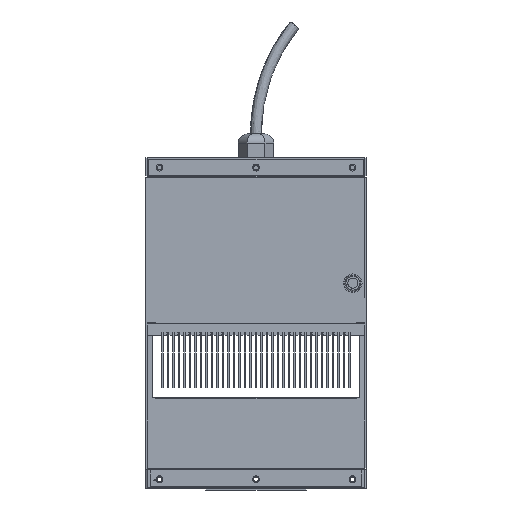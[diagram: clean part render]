
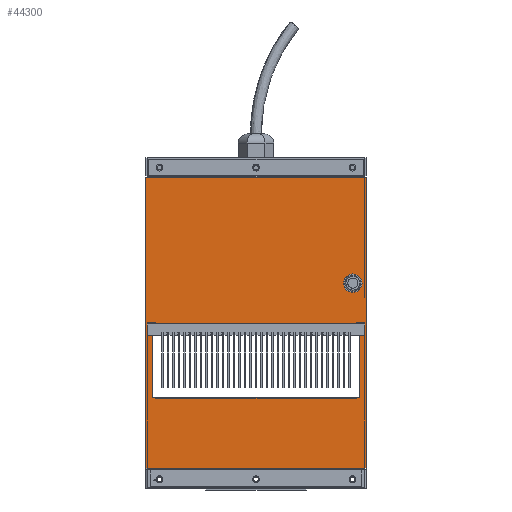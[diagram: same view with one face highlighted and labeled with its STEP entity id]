
A CAD part, front view. The second image highlights one B-rep face of the part: STEP entity #44300.
In plain terms, the highlighted planar face has unit normal (0, 1, 0).
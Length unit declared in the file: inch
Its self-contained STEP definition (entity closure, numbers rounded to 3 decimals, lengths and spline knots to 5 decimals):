
#809 = LINE ( 'NONE', #8479, #29487 ) ;
#1002 = CARTESIAN_POINT ( 'NONE',  ( 138.90388, -17.12826, 114.4222 ) ) ;
#1646 = FACE_BOUND ( 'NONE', #14666, .T. ) ;
#2793 = DIRECTION ( 'NONE',  ( 0., 0., -1. ) ) ;
#2802 = CARTESIAN_POINT ( 'NONE',  ( -4.86012, -17.12826, 71.4962 ) ) ;
#2897 = FACE_BOUND ( 'NONE', #32060, .T. ) ;
#4246 = ORIENTED_EDGE ( 'NONE', *, *, #20136, .F. ) ;
#4854 = VECTOR ( 'NONE', #38687, 39.37008 ) ;
#5495 = VECTOR ( 'NONE', #18314, 39.37008 ) ;
#5879 = VECTOR ( 'NONE', #24703, 39.37008 ) ;
#6335 = CARTESIAN_POINT ( 'NONE',  ( -4.86012, -17.12826, 244.0638 ) ) ;
#7125 = VECTOR ( 'NONE', #22095, 39.37008 ) ;
#7214 = DIRECTION ( 'NONE',  ( 0., 1., 0. ) ) ;
#7927 = DIRECTION ( 'NONE',  ( 0., 0., 1. ) ) ;
#8078 = CARTESIAN_POINT ( 'NONE',  ( -9.17812, -17.12826, 187.6758 ) ) ;
#8207 = VERTEX_POINT ( 'NONE', #18882 ) ;
#8236 = LINE ( 'NONE', #23774, #5879 ) ;
#8242 = EDGE_CURVE ( 'NONE', #8207, #31823, #35035, .T. ) ;
#8479 = CARTESIAN_POINT ( 'NONE',  ( -9.17812, -17.12826, 114.4222 ) ) ;
#8654 = DIRECTION ( 'NONE',  ( -1., 0., 0. ) ) ;
#8820 = ORIENTED_EDGE ( 'NONE', *, *, #9935, .F. ) ;
#9385 = VECTOR ( 'NONE', #32605, 39.37008 ) ;
#9831 = VERTEX_POINT ( 'NONE', #42698 ) ;
#9935 = EDGE_CURVE ( 'NONE', #27784, #14456, #15143, .T. ) ;
#10163 = VECTOR ( 'NONE', #36737, 39.37008 ) ;
#11200 = VECTOR ( 'NONE', #22826, 39.37008 ) ;
#11800 = DIRECTION ( 'NONE',  ( -1., 0., 0. ) ) ;
#11846 = CARTESIAN_POINT ( 'NONE',  ( 134.07788, -17.12826, 150.5918 ) ) ;
#11967 = EDGE_CURVE ( 'NONE', #31823, #40083, #48099, .T. ) ;
#12182 = EDGE_CURVE ( 'NONE', #14456, #27784, #20714, .T. ) ;
#12265 = EDGE_CURVE ( 'NONE', #42844, #14424, #16058, .T. ) ;
#12348 = EDGE_CURVE ( 'NONE', #25411, #37774, #20123, .T. ) ;
#12712 = DIRECTION ( 'NONE',  ( -1., 0., 0. ) ) ;
#13716 = ORIENTED_EDGE ( 'NONE', *, *, #12182, .F. ) ;
#13902 = VERTEX_POINT ( 'NONE', #2802 ) ;
#14151 = CARTESIAN_POINT ( 'NONE',  ( 140.17388, -17.12826, 22.3218 ) ) ;
#14413 = CARTESIAN_POINT ( 'NONE',  ( -9.17812, -17.12826, 122.2962 ) ) ;
#14424 = VERTEX_POINT ( 'NONE', #18625 ) ;
#14456 = VERTEX_POINT ( 'NONE', #21343 ) ;
#14666 = EDGE_LOOP ( 'NONE', ( #21013, #46790, #36402, #21794, #34582, #23479, #33145, #34234 ) ) ;
#15071 = CARTESIAN_POINT ( 'NONE',  ( 143.18596, -17.12826, 223.7438 ) ) ;
#15143 = CIRCLE ( 'NONE', #25213, 6.35 ) ;
#15162 = DIRECTION ( 'NONE',  ( 1., 0., 0. ) ) ;
#15191 = CARTESIAN_POINT ( 'NONE',  ( 143.22188, -17.12826, 22.3218 ) ) ;
#15709 = VERTEX_POINT ( 'NONE', #36255 ) ;
#16058 = LINE ( 'NONE', #37458, #4854 ) ;
#16896 = VECTOR ( 'NONE', #39585, 39.37008 ) ;
#17515 = CARTESIAN_POINT ( 'NONE',  ( -8.41612, -17.12826, 122.2962 ) ) ;
#17644 = EDGE_CURVE ( 'NONE', #15709, #8207, #35147, .T. ) ;
#17691 = CARTESIAN_POINT ( 'NONE',  ( -8.41612, -17.12826, 244.0638 ) ) ;
#17817 = CARTESIAN_POINT ( 'NONE',  ( -9.17812, -17.12826, 244.0638 ) ) ;
#18132 = CARTESIAN_POINT ( 'NONE',  ( 138.90388, -17.12826, 244.0638 ) ) ;
#18148 = VERTEX_POINT ( 'NONE', #42725 ) ;
#18314 = DIRECTION ( 'NONE',  ( 0., 0., 1. ) ) ;
#18625 = CARTESIAN_POINT ( 'NONE',  ( -9.17812, -17.12826, 223.7438 ) ) ;
#18882 = CARTESIAN_POINT ( 'NONE',  ( -8.41612, -17.12826, 114.4222 ) ) ;
#19561 = ORIENTED_EDGE ( 'NONE', *, *, #12265, .F. ) ;
#20123 = LINE ( 'NONE', #42050, #10163 ) ;
#20136 = EDGE_CURVE ( 'NONE', #44642, #18148, #28083, .T. ) ;
#20714 = CIRCLE ( 'NONE', #20793, 6.35 ) ;
#20793 = AXIS2_PLACEMENT_3D ( 'NONE', #31792, #31949, #32047 ) ;
#21013 = ORIENTED_EDGE ( 'NONE', *, *, #11967, .F. ) ;
#21146 = VERTEX_POINT ( 'NONE', #26528 ) ;
#21343 = CARTESIAN_POINT ( 'NONE',  ( 127.72788, -17.12826, 150.5918 ) ) ;
#21524 = PLANE ( 'NONE',  #43695 ) ;
#21577 = CARTESIAN_POINT ( 'NONE',  ( -9.17812, -17.12826, 22.3218 ) ) ;
#21637 = VERTEX_POINT ( 'NONE', #15191 ) ;
#21693 = FACE_OUTER_BOUND ( 'NONE', #40045, .T. ) ;
#21794 = ORIENTED_EDGE ( 'NONE', *, *, #46515, .F. ) ;
#22095 = DIRECTION ( 'NONE',  ( 1., 0., 0. ) ) ;
#22488 = EDGE_CURVE ( 'NONE', #21637, #25411, #8236, .T. ) ;
#22646 = CARTESIAN_POINT ( 'NONE',  ( -9.1422, -17.12826, 223.7438 ) ) ;
#22826 = DIRECTION ( 'NONE',  ( 1., 0., 0. ) ) ;
#22965 = EDGE_CURVE ( 'NONE', #40083, #9831, #25657, .T. ) ;
#23346 = EDGE_CURVE ( 'NONE', #37774, #42844, #29045, .T. ) ;
#23479 = ORIENTED_EDGE ( 'NONE', *, *, #34656, .F. ) ;
#23774 = CARTESIAN_POINT ( 'NONE',  ( 143.22188, -17.12826, 187.6758 ) ) ;
#24378 = CARTESIAN_POINT ( 'NONE',  ( -9.17812, -17.12826, 22.3218 ) ) ;
#24609 = EDGE_CURVE ( 'NONE', #9831, #38432, #809, .T. ) ;
#24616 = EDGE_CURVE ( 'NONE', #44642, #14424, #40327, .T. ) ;
#24703 = DIRECTION ( 'NONE',  ( 0., 0., 1. ) ) ;
#25208 = DIRECTION ( 'NONE',  ( 0., -1., 0. ) ) ;
#25213 = AXIS2_PLACEMENT_3D ( 'NONE', #11846, #7214, #11800 ) ;
#25411 = VERTEX_POINT ( 'NONE', #40594 ) ;
#25657 = LINE ( 'NONE', #30453, #9385 ) ;
#26528 = CARTESIAN_POINT ( 'NONE',  ( 138.90388, -17.12826, 71.4962 ) ) ;
#27522 = VECTOR ( 'NONE', #12712, 39.37008 ) ;
#27784 = VERTEX_POINT ( 'NONE', #41742 ) ;
#28083 = LINE ( 'NONE', #21577, #7125 ) ;
#28378 = VECTOR ( 'NONE', #7927, 39.37008 ) ;
#29045 = LINE ( 'NONE', #44657, #41016 ) ;
#29487 = VECTOR ( 'NONE', #8654, 39.37008 ) ;
#30453 = CARTESIAN_POINT ( 'NONE',  ( 142.45988, -17.12826, 244.0638 ) ) ;
#30836 = LINE ( 'NONE', #33679, #11200 ) ;
#31792 = CARTESIAN_POINT ( 'NONE',  ( 134.07788, -17.12826, 150.5918 ) ) ;
#31823 = VERTEX_POINT ( 'NONE', #17515 ) ;
#31949 = DIRECTION ( 'NONE',  ( 0., 1., 0. ) ) ;
#32047 = DIRECTION ( 'NONE',  ( -1., 0., 0. ) ) ;
#32060 = EDGE_LOOP ( 'NONE', ( #13716, #8820 ) ) ;
#32316 = ORIENTED_EDGE ( 'NONE', *, *, #44252, .F. ) ;
#32544 = ORIENTED_EDGE ( 'NONE', *, *, #40524, .F. ) ;
#32555 = VECTOR ( 'NONE', #46572, 39.37008 ) ;
#32605 = DIRECTION ( 'NONE',  ( 0., 0., -1. ) ) ;
#33145 = ORIENTED_EDGE ( 'NONE', *, *, #24609, .F. ) ;
#33212 = CARTESIAN_POINT ( 'NONE',  ( -9.17812, -17.12826, 114.4222 ) ) ;
#33679 = CARTESIAN_POINT ( 'NONE',  ( -9.17812, -17.12826, 22.3218 ) ) ;
#33985 = VECTOR ( 'NONE', #34182, 39.37008 ) ;
#34182 = DIRECTION ( 'NONE',  ( -1., 0., 0. ) ) ;
#34234 = ORIENTED_EDGE ( 'NONE', *, *, #22965, .F. ) ;
#34582 = ORIENTED_EDGE ( 'NONE', *, *, #39686, .F. ) ;
#34656 = EDGE_CURVE ( 'NONE', #38432, #21146, #46930, .T. ) ;
#35035 = LINE ( 'NONE', #17691, #5495 ) ;
#35147 = LINE ( 'NONE', #33212, #33985 ) ;
#36255 = CARTESIAN_POINT ( 'NONE',  ( -4.86012, -17.12826, 114.4222 ) ) ;
#36339 = LINE ( 'NONE', #6335, #16896 ) ;
#36402 = ORIENTED_EDGE ( 'NONE', *, *, #17644, .F. ) ;
#36737 = DIRECTION ( 'NONE',  ( -1., 0., 0. ) ) ;
#37458 = CARTESIAN_POINT ( 'NONE',  ( 67.02188, -17.12826, 223.7438 ) ) ;
#37774 = VERTEX_POINT ( 'NONE', #15071 ) ;
#38068 = ORIENTED_EDGE ( 'NONE', *, *, #24616, .T. ) ;
#38366 = CARTESIAN_POINT ( 'NONE',  ( -9.17812, -17.12826, 71.4962 ) ) ;
#38432 = VERTEX_POINT ( 'NONE', #1002 ) ;
#38687 = DIRECTION ( 'NONE',  ( -1., 0., 0. ) ) ;
#39585 = DIRECTION ( 'NONE',  ( 0., 0., 1. ) ) ;
#39686 = EDGE_CURVE ( 'NONE', #21146, #13902, #46904, .T. ) ;
#40045 = EDGE_LOOP ( 'NONE', ( #32544, #4246, #38068, #19561, #44815, #44733, #42322, #32316 ) ) ;
#40083 = VERTEX_POINT ( 'NONE', #40749 ) ;
#40327 = LINE ( 'NONE', #8078, #28378 ) ;
#40524 = EDGE_CURVE ( 'NONE', #18148, #46077, #30836, .T. ) ;
#40594 = CARTESIAN_POINT ( 'NONE',  ( 143.22188, -17.12826, 223.7438 ) ) ;
#40749 = CARTESIAN_POINT ( 'NONE',  ( 142.45988, -17.12826, 122.2962 ) ) ;
#41016 = VECTOR ( 'NONE', #45173, 39.37008 ) ;
#41742 = CARTESIAN_POINT ( 'NONE',  ( 140.42788, -17.12826, 150.5918 ) ) ;
#41855 = VECTOR ( 'NONE', #15162, 39.37008 ) ;
#42050 = CARTESIAN_POINT ( 'NONE',  ( 67.02188, -17.12826, 223.7438 ) ) ;
#42322 = ORIENTED_EDGE ( 'NONE', *, *, #22488, .F. ) ;
#42698 = CARTESIAN_POINT ( 'NONE',  ( 142.45988, -17.12826, 114.4222 ) ) ;
#42725 = CARTESIAN_POINT ( 'NONE',  ( -6.13012, -17.12826, 22.3218 ) ) ;
#42844 = VERTEX_POINT ( 'NONE', #22646 ) ;
#43429 = LINE ( 'NONE', #46736, #32555 ) ;
#43695 = AXIS2_PLACEMENT_3D ( 'NONE', #17817, #25208, #2793 ) ;
#44252 = EDGE_CURVE ( 'NONE', #46077, #21637, #43429, .T. ) ;
#44300 = ADVANCED_FACE ( 'NONE', ( #1646, #2897, #21693 ), #21524, .F. ) ;
#44642 = VERTEX_POINT ( 'NONE', #24378 ) ;
#44657 = CARTESIAN_POINT ( 'NONE',  ( -9.17812, -17.12826, 223.7438 ) ) ;
#44733 = ORIENTED_EDGE ( 'NONE', *, *, #12348, .F. ) ;
#44815 = ORIENTED_EDGE ( 'NONE', *, *, #23346, .F. ) ;
#45173 = DIRECTION ( 'NONE',  ( -1., 0., 0. ) ) ;
#45783 = VECTOR ( 'NONE', #47357, 39.37008 ) ;
#46077 = VERTEX_POINT ( 'NONE', #14151 ) ;
#46515 = EDGE_CURVE ( 'NONE', #13902, #15709, #36339, .T. ) ;
#46572 = DIRECTION ( 'NONE',  ( 1., 0., 0. ) ) ;
#46736 = CARTESIAN_POINT ( 'NONE',  ( -9.17812, -17.12826, 22.3218 ) ) ;
#46790 = ORIENTED_EDGE ( 'NONE', *, *, #8242, .F. ) ;
#46904 = LINE ( 'NONE', #38366, #27522 ) ;
#46930 = LINE ( 'NONE', #18132, #45783 ) ;
#47357 = DIRECTION ( 'NONE',  ( 0., 0., -1. ) ) ;
#48099 = LINE ( 'NONE', #14413, #41855 ) ;
